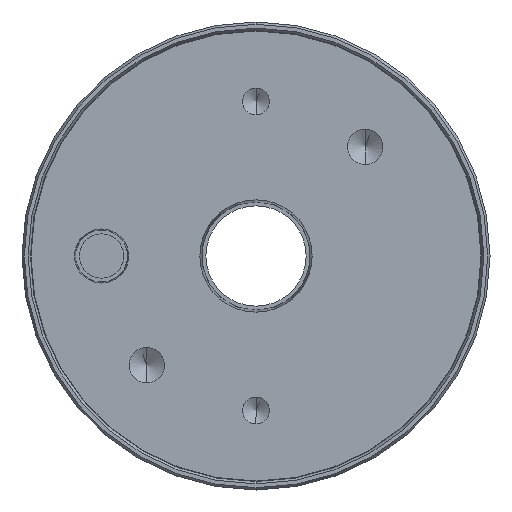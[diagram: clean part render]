
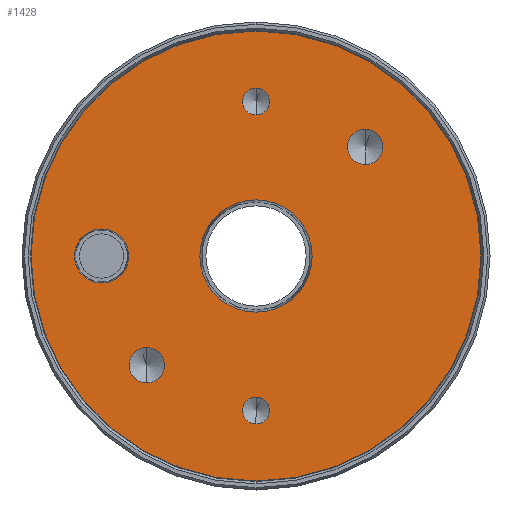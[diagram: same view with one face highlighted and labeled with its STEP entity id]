
A CAD part, front view. The second image highlights one B-rep face of the part: STEP entity #1428.
In plain terms, the highlighted planar face has unit normal (0, -1, 0).
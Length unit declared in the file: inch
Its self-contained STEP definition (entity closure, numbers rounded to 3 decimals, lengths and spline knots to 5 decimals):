
#32 = CARTESIAN_POINT ( 'NONE',  ( 0., 0., 1.2555 ) ) ;
#79 = CIRCLE ( 'NONE', #2610, 0.42 ) ;
#96 = DIRECTION ( 'NONE',  ( 0., 0., -1. ) ) ;
#97 = DIRECTION ( 'NONE',  ( 0., 0., 1. ) ) ;
#110 = ORIENTED_EDGE ( 'NONE', *, *, #225, .F. ) ;
#147 = DIRECTION ( 'NONE',  ( 0., 0., 1. ) ) ;
#150 = DIRECTION ( 'NONE',  ( 0., 0., 1. ) ) ;
#221 = DIRECTION ( 'NONE',  ( 0., -1., 0. ) ) ;
#223 = EDGE_LOOP ( 'NONE', ( #2239, #3128 ) ) ;
#225 = EDGE_CURVE ( 'NONE', #830, #2418, #531, .T. ) ;
#290 = EDGE_LOOP ( 'NONE', ( #884, #2838 ) ) ;
#389 = FACE_BOUND ( 'NONE', #1105, .T. ) ;
#399 = AXIS2_PLACEMENT_3D ( 'NONE', #404, #1968, #147 ) ;
#404 = CARTESIAN_POINT ( 'NONE',  ( 0., 0., -1.155 ) ) ;
#464 = CARTESIAN_POINT ( 'NONE',  ( 0., 0., 1.155 ) ) ;
#504 = ORIENTED_EDGE ( 'NONE', *, *, #1090, .F. ) ;
#508 = EDGE_LOOP ( 'NONE', ( #963, #2754 ) ) ;
#526 = DIRECTION ( 'NONE',  ( 0., -1., 0. ) ) ;
#531 = CIRCLE ( 'NONE', #2277, 0.1005 ) ;
#549 = CARTESIAN_POINT ( 'NONE',  ( -1.155, 0., -0.2025 ) ) ;
#569 = DIRECTION ( 'NONE',  ( 0., 0., 1. ) ) ;
#576 = DIRECTION ( 'NONE',  ( 0., 0., 1. ) ) ;
#582 = DIRECTION ( 'NONE',  ( 0., -1., 0. ) ) ;
#593 = CARTESIAN_POINT ( 'NONE',  ( 0., 0., -1.2555 ) ) ;
#607 = EDGE_CURVE ( 'NONE', #2218, #1085, #1464, .T. ) ;
#616 = CIRCLE ( 'NONE', #399, 0.1005 ) ;
#657 = CARTESIAN_POINT ( 'NONE',  ( -1.155, 0., 0.2025 ) ) ;
#659 = ORIENTED_EDGE ( 'NONE', *, *, #2840, .T. ) ;
#666 = AXIS2_PLACEMENT_3D ( 'NONE', #3166, #2900, #97 ) ;
#700 = CIRCLE ( 'NONE', #2297, 0.13282 ) ;
#702 = EDGE_CURVE ( 'NONE', #2351, #2382, #3029, .T. ) ;
#703 = EDGE_CURVE ( 'NONE', #3201, #2286, #1357, .T. ) ;
#726 = DIRECTION ( 'NONE',  ( 0., -1., 0. ) ) ;
#732 = DIRECTION ( 'NONE',  ( 0., 0., 1. ) ) ;
#766 = ORIENTED_EDGE ( 'NONE', *, *, #3323, .T. ) ;
#783 = CARTESIAN_POINT ( 'NONE',  ( 0., 0., -0.42 ) ) ;
#790 = EDGE_CURVE ( 'NONE', #2286, #3201, #2764, .T. ) ;
#830 = VERTEX_POINT ( 'NONE', #1869 ) ;
#834 = CIRCLE ( 'NONE', #1889, 0.1005 ) ;
#845 = PLANE ( 'NONE',  #1650 ) ;
#856 = ORIENTED_EDGE ( 'NONE', *, *, #2133, .F. ) ;
#862 = AXIS2_PLACEMENT_3D ( 'NONE', #3090, #1543, #569 ) ;
#884 = ORIENTED_EDGE ( 'NONE', *, *, #702, .F. ) ;
#909 = CARTESIAN_POINT ( 'NONE',  ( -0.81671, 0., -0.81671 ) ) ;
#912 = EDGE_CURVE ( 'NONE', #3187, #3276, #2664, .T. ) ;
#942 = AXIS2_PLACEMENT_3D ( 'NONE', #2874, #582, #1584 ) ;
#963 = ORIENTED_EDGE ( 'NONE', *, *, #703, .F. ) ;
#976 = CARTESIAN_POINT ( 'NONE',  ( 0.81671, 0., 0.81671 ) ) ;
#1006 = CARTESIAN_POINT ( 'NONE',  ( 0., 0., 0. ) ) ;
#1008 = EDGE_LOOP ( 'NONE', ( #2304, #1034 ) ) ;
#1015 = CARTESIAN_POINT ( 'NONE',  ( 0., 0., -1.155 ) ) ;
#1034 = ORIENTED_EDGE ( 'NONE', *, *, #1042, .F. ) ;
#1042 = EDGE_CURVE ( 'NONE', #1085, #2218, #79, .T. ) ;
#1082 = FACE_BOUND ( 'NONE', #3015, .T. ) ;
#1085 = VERTEX_POINT ( 'NONE', #783 ) ;
#1090 = EDGE_CURVE ( 'NONE', #3240, #2448, #2894, .T. ) ;
#1105 = EDGE_LOOP ( 'NONE', ( #110, #1474 ) ) ;
#1148 = FACE_BOUND ( 'NONE', #223, .T. ) ;
#1232 = DIRECTION ( 'NONE',  ( 0., -1., 0. ) ) ;
#1256 = VERTEX_POINT ( 'NONE', #2449 ) ;
#1289 = EDGE_CURVE ( 'NONE', #2382, #2351, #700, .T. ) ;
#1303 = AXIS2_PLACEMENT_3D ( 'NONE', #909, #1651, #150 ) ;
#1357 = CIRCLE ( 'NONE', #3241, 0.13282 ) ;
#1428 = ADVANCED_FACE ( 'NONE', ( #1612, #1870, #389, #1148, #1082, #3135, #2657 ), #845, .F. ) ;
#1436 = DIRECTION ( 'NONE',  ( 0., -1., 0. ) ) ;
#1464 = CIRCLE ( 'NONE', #2265, 0.42 ) ;
#1474 = ORIENTED_EDGE ( 'NONE', *, *, #2558, .F. ) ;
#1543 = DIRECTION ( 'NONE',  ( 0., -1., 0. ) ) ;
#1548 = DIRECTION ( 'NONE',  ( 0., -1., 0. ) ) ;
#1584 = DIRECTION ( 'NONE',  ( 0., 0., 1. ) ) ;
#1612 = FACE_BOUND ( 'NONE', #508, .T. ) ;
#1648 = CARTESIAN_POINT ( 'NONE',  ( 0.81671, 0., 0.68389 ) ) ;
#1650 = AXIS2_PLACEMENT_3D ( 'NONE', #2626, #1652, #96 ) ;
#1651 = DIRECTION ( 'NONE',  ( 0., -1., 0. ) ) ;
#1652 = DIRECTION ( 'NONE',  ( 0., 1., 0. ) ) ;
#1746 = DIRECTION ( 'NONE',  ( 0., 0., 1. ) ) ;
#1869 = CARTESIAN_POINT ( 'NONE',  ( 0., 0., -1.0545 ) ) ;
#1870 = FACE_BOUND ( 'NONE', #290, .T. ) ;
#1889 = AXIS2_PLACEMENT_3D ( 'NONE', #464, #2024, #2237 ) ;
#1968 = DIRECTION ( 'NONE',  ( 0., -1., 0. ) ) ;
#1974 = DIRECTION ( 'NONE',  ( 0., 0., 1. ) ) ;
#2024 = DIRECTION ( 'NONE',  ( 0., -1., 0. ) ) ;
#2028 = DIRECTION ( 'NONE',  ( 0., 0., 1. ) ) ;
#2033 = DIRECTION ( 'NONE',  ( 0., 0., 1. ) ) ;
#2035 = EDGE_LOOP ( 'NONE', ( #766, #659 ) ) ;
#2133 = EDGE_CURVE ( 'NONE', #2448, #3240, #2704, .T. ) ;
#2157 = CIRCLE ( 'NONE', #942, 1.6825 ) ;
#2210 = AXIS2_PLACEMENT_3D ( 'NONE', #976, #726, #1746 ) ;
#2218 = VERTEX_POINT ( 'NONE', #3184 ) ;
#2237 = DIRECTION ( 'NONE',  ( 0., 0., 1. ) ) ;
#2239 = ORIENTED_EDGE ( 'NONE', *, *, #3175, .F. ) ;
#2265 = AXIS2_PLACEMENT_3D ( 'NONE', #2711, #2678, #2954 ) ;
#2275 = CARTESIAN_POINT ( 'NONE',  ( -0.81671, 0., -0.68389 ) ) ;
#2277 = AXIS2_PLACEMENT_3D ( 'NONE', #1015, #221, #2028 ) ;
#2286 = VERTEX_POINT ( 'NONE', #3035 ) ;
#2297 = AXIS2_PLACEMENT_3D ( 'NONE', #3042, #1436, #3008 ) ;
#2304 = ORIENTED_EDGE ( 'NONE', *, *, #607, .F. ) ;
#2332 = CARTESIAN_POINT ( 'NONE',  ( 0., 0., 1.6825 ) ) ;
#2351 = VERTEX_POINT ( 'NONE', #2554 ) ;
#2382 = VERTEX_POINT ( 'NONE', #1648 ) ;
#2418 = VERTEX_POINT ( 'NONE', #593 ) ;
#2448 = VERTEX_POINT ( 'NONE', #657 ) ;
#2449 = CARTESIAN_POINT ( 'NONE',  ( 0., 0., -1.6825 ) ) ;
#2520 = CARTESIAN_POINT ( 'NONE',  ( 0., 0., 1.0545 ) ) ;
#2542 = DIRECTION ( 'NONE',  ( 0., -1., 0. ) ) ;
#2554 = CARTESIAN_POINT ( 'NONE',  ( 0.81671, 0., 0.94952 ) ) ;
#2555 = AXIS2_PLACEMENT_3D ( 'NONE', #3094, #1548, #576 ) ;
#2558 = EDGE_CURVE ( 'NONE', #2418, #830, #616, .T. ) ;
#2610 = AXIS2_PLACEMENT_3D ( 'NONE', #1006, #526, #2033 ) ;
#2626 = CARTESIAN_POINT ( 'NONE',  ( 0., 0., 0. ) ) ;
#2657 = FACE_OUTER_BOUND ( 'NONE', #2035, .T. ) ;
#2664 = CIRCLE ( 'NONE', #2555, 0.1005 ) ;
#2678 = DIRECTION ( 'NONE',  ( 0., -1., 0. ) ) ;
#2704 = CIRCLE ( 'NONE', #666, 0.2025 ) ;
#2711 = CARTESIAN_POINT ( 'NONE',  ( 0., 0., 0. ) ) ;
#2754 = ORIENTED_EDGE ( 'NONE', *, *, #790, .F. ) ;
#2764 = CIRCLE ( 'NONE', #1303, 0.13282 ) ;
#2838 = ORIENTED_EDGE ( 'NONE', *, *, #1289, .F. ) ;
#2840 = EDGE_CURVE ( 'NONE', #1256, #3031, #3231, .T. ) ;
#2874 = CARTESIAN_POINT ( 'NONE',  ( 0., 0., 0. ) ) ;
#2894 = CIRCLE ( 'NONE', #862, 0.2025 ) ;
#2900 = DIRECTION ( 'NONE',  ( 0., -1., 0. ) ) ;
#2954 = DIRECTION ( 'NONE',  ( 0., 0., 1. ) ) ;
#2993 = CARTESIAN_POINT ( 'NONE',  ( -0.81671, 0., -0.81671 ) ) ;
#3008 = DIRECTION ( 'NONE',  ( 0., 0., 1. ) ) ;
#3015 = EDGE_LOOP ( 'NONE', ( #856, #504 ) ) ;
#3029 = CIRCLE ( 'NONE', #2210, 0.13282 ) ;
#3031 = VERTEX_POINT ( 'NONE', #2332 ) ;
#3035 = CARTESIAN_POINT ( 'NONE',  ( -0.81671, 0., -0.94952 ) ) ;
#3042 = CARTESIAN_POINT ( 'NONE',  ( 0.81671, 0., 0.81671 ) ) ;
#3090 = CARTESIAN_POINT ( 'NONE',  ( -1.155, 0., 0. ) ) ;
#3091 = CARTESIAN_POINT ( 'NONE',  ( 0., 0., 0. ) ) ;
#3094 = CARTESIAN_POINT ( 'NONE',  ( 0., 0., 1.155 ) ) ;
#3128 = ORIENTED_EDGE ( 'NONE', *, *, #912, .F. ) ;
#3135 = FACE_BOUND ( 'NONE', #1008, .T. ) ;
#3166 = CARTESIAN_POINT ( 'NONE',  ( -1.155, 0., 0. ) ) ;
#3175 = EDGE_CURVE ( 'NONE', #3276, #3187, #834, .T. ) ;
#3184 = CARTESIAN_POINT ( 'NONE',  ( 0., 0., 0.42 ) ) ;
#3187 = VERTEX_POINT ( 'NONE', #2520 ) ;
#3201 = VERTEX_POINT ( 'NONE', #2275 ) ;
#3231 = CIRCLE ( 'NONE', #3291, 1.6825 ) ;
#3240 = VERTEX_POINT ( 'NONE', #549 ) ;
#3241 = AXIS2_PLACEMENT_3D ( 'NONE', #2993, #1232, #1974 ) ;
#3276 = VERTEX_POINT ( 'NONE', #32 ) ;
#3291 = AXIS2_PLACEMENT_3D ( 'NONE', #3091, #2542, #732 ) ;
#3323 = EDGE_CURVE ( 'NONE', #3031, #1256, #2157, .T. ) ;
